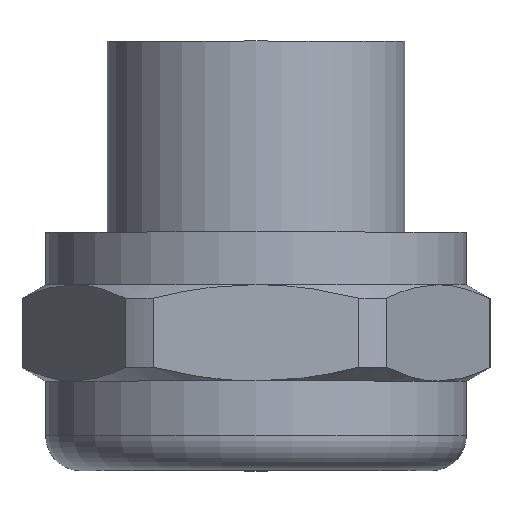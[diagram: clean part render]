
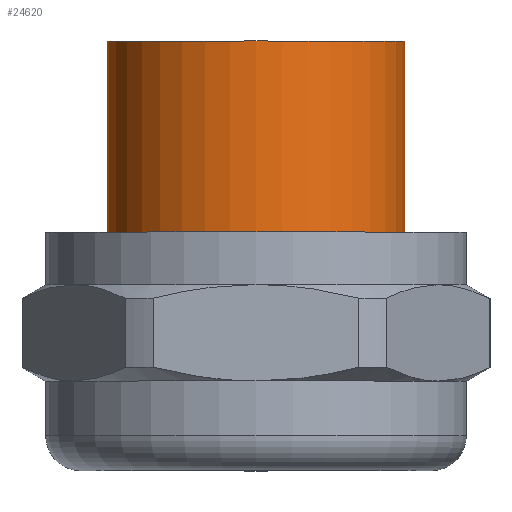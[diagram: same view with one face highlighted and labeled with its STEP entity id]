
A CAD part, top view. The second image highlights one B-rep face of the part: STEP entity #24620.
In plain terms, the highlighted cylindrical face has radius 8.5 mm (diameter 17 mm), a partial arc.
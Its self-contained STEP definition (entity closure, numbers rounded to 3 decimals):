
#21830=CARTESIAN_POINT('',(0.,0.,24.5));
#21840=DIRECTION('',(0.,0.,1.));
#21850=DIRECTION('',(1.,0.,0.));
#21860=AXIS2_PLACEMENT_3D('',#21830,#21840,#21850);
#21870=CIRCLE('',#21860,8.5);
#21880=CARTESIAN_POINT('',(-8.5,0.,24.5));
#21890=VERTEX_POINT('',#21880);
#21900=CARTESIAN_POINT('',(8.5,0.,24.5));
#21910=VERTEX_POINT('',#21900);
#21920=EDGE_CURVE('',#21890,#21910,#21870,.T.);
#22730=CARTESIAN_POINT('',(8.5,0.,16.5));
#22740=DIRECTION('',(0.,0.,1.));
#22750=VECTOR('',#22740,1.);
#22760=LINE('',#22730,#22750);
#22770=CARTESIAN_POINT('',(8.5,0.,8.5));
#22780=VERTEX_POINT('',#22770);
#22790=EDGE_CURVE('',#22780,#21910,#22760,.T.);
#22830=CARTESIAN_POINT('',(-8.5,0.,16.5));
#22840=DIRECTION('',(0.,0.,1.));
#22850=VECTOR('',#22840,1.);
#22860=LINE('',#22830,#22850);
#22870=CARTESIAN_POINT('',(-8.5,0.,8.5));
#22880=VERTEX_POINT('',#22870);
#22890=EDGE_CURVE('',#22880,#21890,#22860,.T.);
#22910=CARTESIAN_POINT('',(0.,0.,8.5));
#22920=DIRECTION('',(0.,0.,1.));
#22930=DIRECTION('',(1.,0.,0.));
#22940=AXIS2_PLACEMENT_3D('',#22910,#22920,#22930);
#22950=CIRCLE('',#22940,8.5);
#23180=EDGE_CURVE('',#22880,#22780,#22950,.T.);
#24510=CARTESIAN_POINT('',(0.,0.,16.5));
#24520=DIRECTION('',(0.,0.,1.));
#24530=DIRECTION('',(1.,0.,0.));
#24540=AXIS2_PLACEMENT_3D('',#24510,#24520,#24530);
#24550=CYLINDRICAL_SURFACE('',#24540,8.5);
#24560=ORIENTED_EDGE('',*,*,#23180,.T.);
#24570=ORIENTED_EDGE('',*,*,#22890,.F.);
#24580=ORIENTED_EDGE('',*,*,#21920,.F.);
#24590=ORIENTED_EDGE('',*,*,#22790,.T.);
#24600=EDGE_LOOP('',(#24590,#24580,#24570,#24560));
#24610=FACE_OUTER_BOUND('',#24600,.T.);
#24620=ADVANCED_FACE('',(#24610),#24550,.T.);
